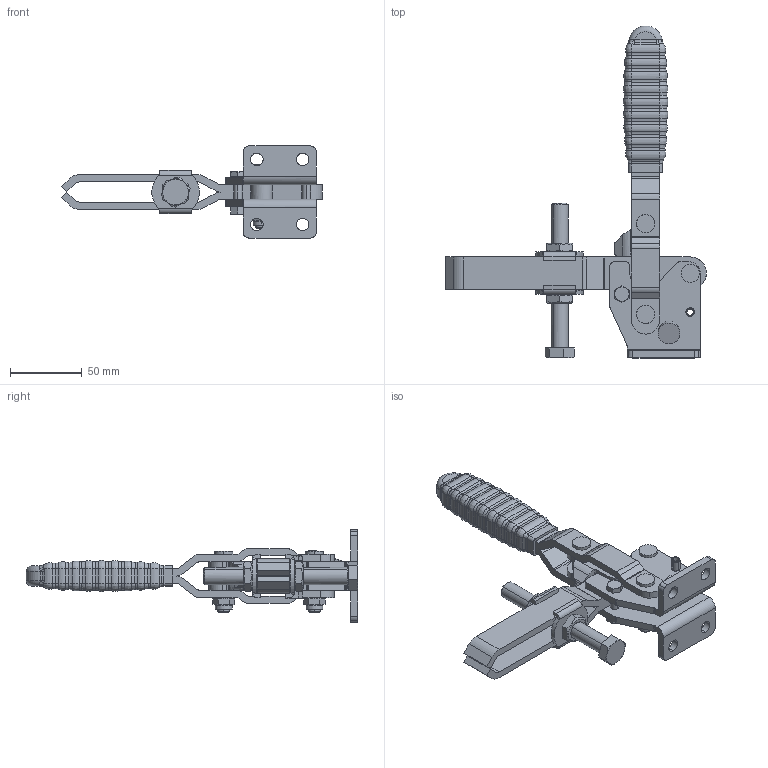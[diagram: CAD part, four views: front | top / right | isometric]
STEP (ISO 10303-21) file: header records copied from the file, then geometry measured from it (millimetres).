
FILE_DESCRIPTION(('CATIA V5 STEP Exchange'),'2;1');
FILE_NAME('VERTIKALSPANNER_TS_V_600_UB_357868_TUENKERS.stp','2019-02-06T07:05:23+00:00',('none'),('none'),'CATIA Version 5 Release 19 SP 9 (IN-10)','CATIA V5 STEP AP214','none');
FILE_SCHEMA(('AUTOMOTIVE_DESIGN { 1 0 10303 214 1 1 1 1 }'));
Length unit declared in the file: millimetre
Products named in the file (1): VERTIKALSPANNER_TS_V_600_UB_357868
Bounding box: 181.25 x 230.73 x 64 mm (x, y, z)
Volume: 195348.1 mm3; surface area: 72862.3 mm2
Topology: 1 solids, 86 shells, 1124 faces, 2591 edges, 1655 vertices
Faces by surface type: plane 528, cylinder 326, bspline 220, cone 48, torus 2
Entity records: 34771 total; most frequent: CARTESIAN_POINT 12296, ORIENTED_EDGE 5182, DIRECTION 3571, EDGE_CURVE 2591, VERTEX_POINT 1655, AXIS2_PLACEMENT_3D 1398, VECTOR 1282, LINE 1282
